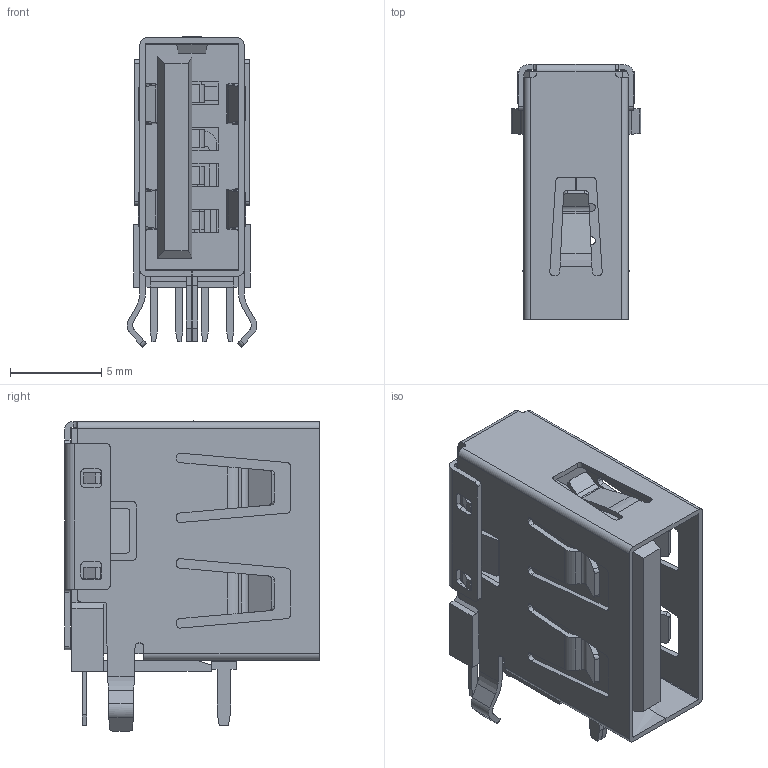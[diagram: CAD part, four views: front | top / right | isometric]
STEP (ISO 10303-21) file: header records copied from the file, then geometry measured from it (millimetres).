
FILE_DESCRIPTION (( 'STEP AP214' ), '1' );
FILE_NAME ('Download_STP_614004184726 (rev1).STEP', '2024-08-08T08:06:06', ( '' ), ( '' ), 'SwSTEP 2.0', 'SolidWorks 2021', '' );
FILE_SCHEMA (( 'AUTOMOTIVE_DESIGN' ));
Length unit declared in the file: millimetre
Products named in the file (1): Download_STP_614004184726 (rev1)
Bounding box: 7.12 x 14 x 17.04 mm (x, y, z)
Volume: 521.5 mm3; surface area: 2221.8 mm2
Topology: 6 solids, 6 shells, 971 faces, 2769 edges, 1824 vertices
Faces by surface type: plane 648, cylinder 225, bspline 98
Entity records: 42655 total; most frequent: CARTESIAN_POINT 7205, ORIENTED_EDGE 5538, DIRECTION 4557, EDGE_CURVE 2769, LINE 2117, VECTOR 2117, VERTEX_POINT 1824, AXIS2_PLACEMENT_3D 1220
